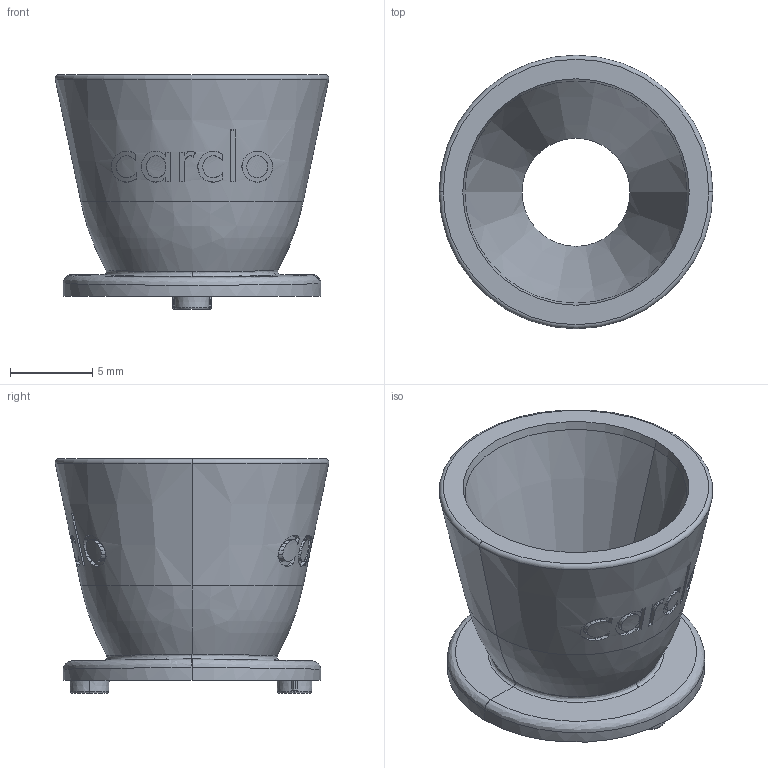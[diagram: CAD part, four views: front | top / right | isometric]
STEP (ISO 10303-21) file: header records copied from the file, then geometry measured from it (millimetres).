
FILE_DESCRIPTION((''),'2;1');
FILE_NAME('12530-70029_REV-2B_REFL_60_GLUE','2016-01-18T',('SuttonP'),('Pet Mate Ltd'),'PRO/ENGINEER BY PARAMETRIC TECHNOLOGY CORPORATION, 2012130','PRO/ENGINEER BY PARAMETRIC TECHNOLOGY CORPORATION, 2012130','');
FILE_SCHEMA(('CONFIG_CONTROL_DESIGN'));
Length unit declared in the file: millimetre
Products named in the file (1): 12530-70029_REV-2B_REFL_60_GLUE
Bounding box: 16.68 x 16.68 x 14.3 mm (x, y, z)
Volume: 1053.8 mm3; surface area: 1408 mm2
Topology: 1 solids, 1 shells, 353 faces, 962 edges, 630 vertices
Faces by surface type: bspline 246, extrusion 52, cone 26, plane 13, torus 10, cylinder 4, revolution 2
Entity records: 20246 total; most frequent: CARTESIAN_POINT 13163, ORIENTED_EDGE 1924, EDGE_CURVE 962, B_SPLINE_CURVE_WITH_KNOTS 668, VERTEX_POINT 630, DIRECTION 608, EDGE_LOOP 374, FACE_OUTER_BOUND 353
